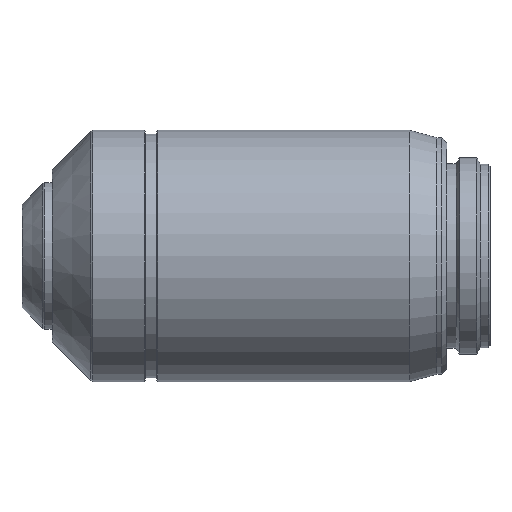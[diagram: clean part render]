
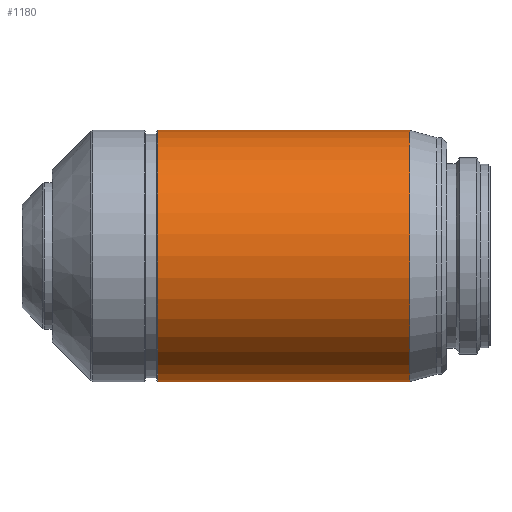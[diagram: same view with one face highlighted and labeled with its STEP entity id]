
A CAD part, top view. The second image highlights one B-rep face of the part: STEP entity #1180.
In plain terms, the highlighted cylindrical face has radius 13 mm (diameter 26 mm), a partial arc.
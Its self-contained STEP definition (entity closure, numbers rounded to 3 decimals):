
#16 = ORIENTED_EDGE ( 'NONE', *, *, #473, .F. ) ;
#73 = VERTEX_POINT ( 'NONE', #440 ) ;
#146 = DIRECTION ( 'NONE',  ( 1., 0., 0. ) ) ;
#245 = VECTOR ( 'NONE', #838, 1000. ) ;
#303 = DIRECTION ( 'NONE',  ( 0., 1., 0. ) ) ;
#311 = AXIS2_PLACEMENT_3D ( 'NONE', #436, #1399, #323 ) ;
#323 = DIRECTION ( 'NONE',  ( 0., 1., 0. ) ) ;
#332 = DIRECTION ( 'NONE',  ( 1., 0., 0. ) ) ;
#336 = VERTEX_POINT ( 'NONE', #1331 ) ;
#350 = VERTEX_POINT ( 'NONE', #622 ) ;
#383 = VECTOR ( 'NONE', #332, 1000. ) ;
#436 = CARTESIAN_POINT ( 'NONE',  ( 41.197, 0., 0. ) ) ;
#440 = CARTESIAN_POINT ( 'NONE',  ( 15.096, 13., 0. ) ) ;
#473 = EDGE_CURVE ( 'NONE', #336, #350, #989, .T. ) ;
#579 = VERTEX_POINT ( 'NONE', #711 ) ;
#592 = DIRECTION ( 'NONE',  ( 0., 1., 0. ) ) ;
#622 = CARTESIAN_POINT ( 'NONE',  ( 41.197, -13., 0. ) ) ;
#630 = ORIENTED_EDGE ( 'NONE', *, *, #1188, .T. ) ;
#634 = CIRCLE ( 'NONE', #311, 13. ) ;
#653 = ORIENTED_EDGE ( 'NONE', *, *, #1366, .F. ) ;
#705 = EDGE_LOOP ( 'NONE', ( #1035, #630, #653, #16 ) ) ;
#711 = CARTESIAN_POINT ( 'NONE',  ( 41.197, 13., 0. ) ) ;
#770 = EDGE_CURVE ( 'NONE', #336, #73, #800, .T. ) ;
#800 = CIRCLE ( 'NONE', #1336, 13. ) ;
#809 = FACE_OUTER_BOUND ( 'NONE', #705, .T. ) ;
#838 = DIRECTION ( 'NONE',  ( 1., 0., 0. ) ) ;
#886 = DIRECTION ( 'NONE',  ( 1., 0., 0. ) ) ;
#928 = CYLINDRICAL_SURFACE ( 'NONE', #1377, 13. ) ;
#989 = LINE ( 'NONE', #1220, #383 ) ;
#1035 = ORIENTED_EDGE ( 'NONE', *, *, #770, .T. ) ;
#1043 = CARTESIAN_POINT ( 'NONE',  ( 28.147, 0., 0. ) ) ;
#1180 = ADVANCED_FACE ( 'NONE', ( #809 ), #928, .T. ) ;
#1188 = EDGE_CURVE ( 'NONE', #73, #579, #1364, .T. ) ;
#1220 = CARTESIAN_POINT ( 'NONE',  ( 28.147, -13., 0. ) ) ;
#1331 = CARTESIAN_POINT ( 'NONE',  ( 15.096, -13., 0. ) ) ;
#1336 = AXIS2_PLACEMENT_3D ( 'NONE', #1434, #886, #303 ) ;
#1364 = LINE ( 'NONE', #1370, #245 ) ;
#1366 = EDGE_CURVE ( 'NONE', #350, #579, #634, .T. ) ;
#1370 = CARTESIAN_POINT ( 'NONE',  ( 28.147, 13., 0. ) ) ;
#1377 = AXIS2_PLACEMENT_3D ( 'NONE', #1043, #146, #592 ) ;
#1399 = DIRECTION ( 'NONE',  ( 1., 0., 0. ) ) ;
#1434 = CARTESIAN_POINT ( 'NONE',  ( 15.096, 0., 0. ) ) ;
